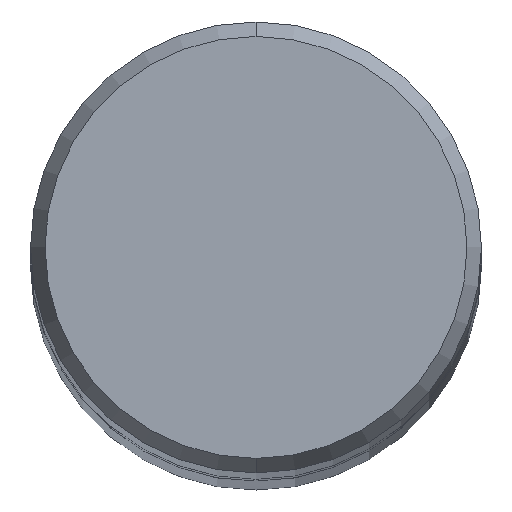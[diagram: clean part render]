
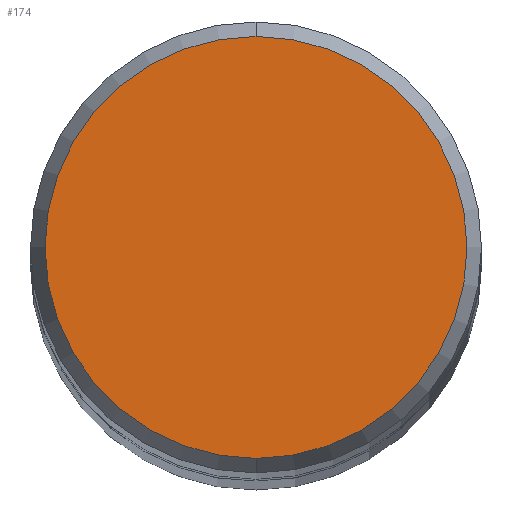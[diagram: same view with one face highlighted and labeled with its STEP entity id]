
A CAD part, top view. The second image highlights one B-rep face of the part: STEP entity #174.
In plain terms, the highlighted planar face has unit normal (0, 0, 1).
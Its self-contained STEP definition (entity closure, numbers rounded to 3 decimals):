
#96=EDGE_CURVE('',#120,#178,#241,.T.);
#120=VERTEX_POINT('',#267);
#174=ADVANCED_FACE('',(#331),#332,.T.);
#178=VERTEX_POINT('',#336);
#182=EDGE_CURVE('',#178,#120,#340,.T.);
#241=CIRCLE('',#396,3.339);
#267=CARTESIAN_POINT('',(0.0,3.339,0.0));
#331=FACE_OUTER_BOUND('',#507,.T.);
#332=PLANE('',#508);
#336=CARTESIAN_POINT('',(0.,-3.339,0.0));
#340=CIRCLE('',#519,3.339);
#396=AXIS2_PLACEMENT_3D('',#576,#577,#578);
#507=EDGE_LOOP('',(#703,#704));
#508=AXIS2_PLACEMENT_3D('',#705,#706,#707);
#519=AXIS2_PLACEMENT_3D('',#709,#710,#711);
#576=CARTESIAN_POINT('',(0.0,0.0,0.0));
#577=DIRECTION('',(0.0,0.0,-1.0));
#578=DIRECTION('',(0.0,1.0,0.0));
#703=ORIENTED_EDGE('',*,*,#96,.F.);
#704=ORIENTED_EDGE('',*,*,#182,.F.);
#705=CARTESIAN_POINT('',(0.0,1.67,0.0));
#706=DIRECTION('',(-0.0,0.0,1.0));
#707=DIRECTION('',(0.0,-1.0,0.0));
#709=CARTESIAN_POINT('',(0.0,0.0,0.0));
#710=DIRECTION('',(0.0,0.0,-1.0));
#711=DIRECTION('',(0.0,1.0,0.0));
